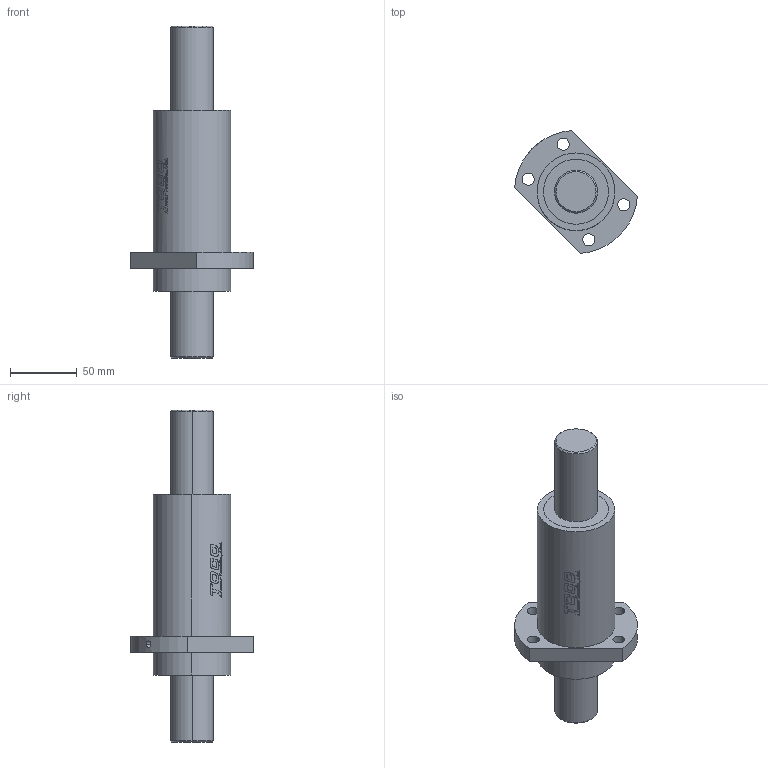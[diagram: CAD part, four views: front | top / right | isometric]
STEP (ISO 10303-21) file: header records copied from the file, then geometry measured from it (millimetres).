
FILE_DESCRIPTION (( 'STEP AP214' ), '1' );
FILE_NAME ('SFY3264-3.6.STEP', '2019-04-24T06:06:10', ( '' ), ( '' ), 'SwSTEP 2.0', 'SolidWorks 2015', '' );
FILE_SCHEMA (( 'AUTOMOTIVE_DESIGN' ));
Length unit declared in the file: millimetre
Products named in the file (1): SFY3264-3.6
Bounding box: 91.74 x 91.74 x 248 mm (x, y, z)
Volume: 473603.8 mm3; surface area: 84677.2 mm2
Topology: 4 solids, 4 shells, 611 faces, 1673 edges, 1114 vertices
Faces by surface type: bspline 425, plane 101, cylinder 81, cone 4
Entity records: 28633 total; most frequent: CARTESIAN_POINT 16879, ORIENTED_EDGE 3346, EDGE_CURVE 1673, B_SPLINE_CURVE_WITH_KNOTS 1357, VERTEX_POINT 1114, DIRECTION 808, EDGE_LOOP 669, ADVANCED_FACE 611
